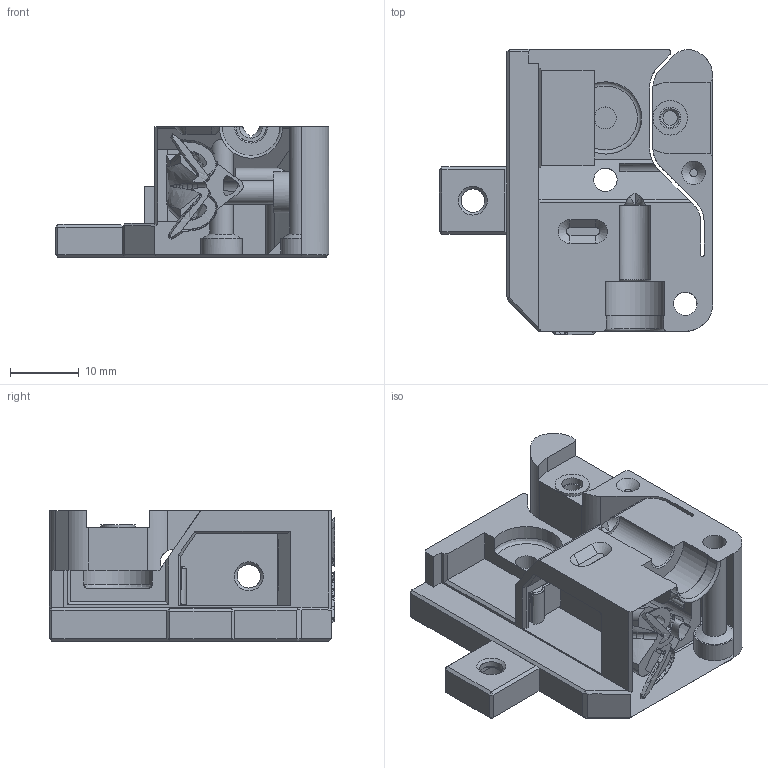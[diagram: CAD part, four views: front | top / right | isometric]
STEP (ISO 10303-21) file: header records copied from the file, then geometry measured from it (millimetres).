
FILE_DESCRIPTION(/* description */ (''),/* implementation_level */ '2;1');
FILE_NAME(/* name */ 'Encoder Left.step',/* time_stamp */ '2022-04-12T13:13:12+02:00',/* author */ (''),/* organization */ (''),/* preprocessor_version */ 'ST-DEVELOPER v18.1',/* originating_system */ 'Autodesk Translation Framework v10.13.0.1454',/* authorisation */ '');
FILE_SCHEMA (('AUTOMOTIVE_DESIGN { 1 0 10303 214 3 1 1 }'));
Products named in the file (1): (Nicht gespeichert)
Bounding box: 39.75 x 41.5 x 19.02 mm (x, y, z)
Surface area: 7653.5 mm2 (no closed solid volume)
Topology: 0 solids, 3 shells, 366 faces, 1170 edges, 783 vertices
Faces by surface type: plane 174, cone 102, cylinder 56, bspline 17, torus 9, sphere 8
Full cylindrical faces by diameter (mm): 2.7 x1, 2.8 x1, 3.1 x2, 3.2 x1, 3.4 x5, 3.7 x1, 5 x1, 6 x6
Entity records: 46929 total; most frequent: CARTESIAN_POINT 37360, ORIENTED_EDGE 2163, DIRECTION 1697, EDGE_CURVE 1139, VERTEX_POINT 784, AXIS2_PLACEMENT_3D 588, LINE 521, VECTOR 521
